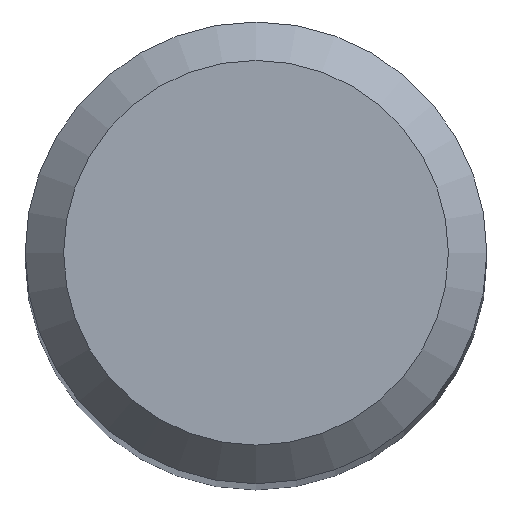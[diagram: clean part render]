
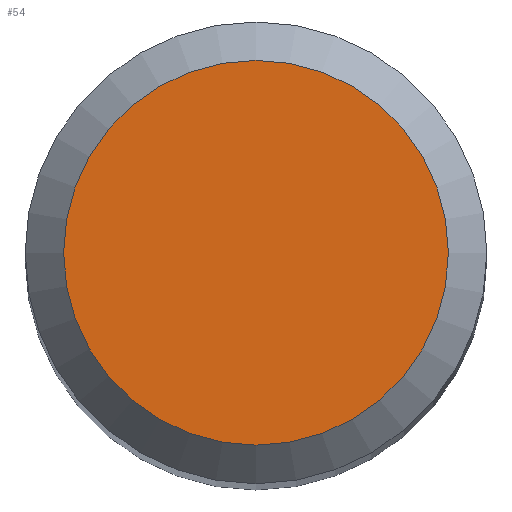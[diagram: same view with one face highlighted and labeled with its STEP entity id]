
A CAD part, top view. The second image highlights one B-rep face of the part: STEP entity #54.
In plain terms, the highlighted planar face has unit normal (0, 0, 1).
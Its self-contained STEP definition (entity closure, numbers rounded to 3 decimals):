
#45=PLANE('',#186);
#49=FACE_OUTER_BOUND('',#80,.T.);
#54=ADVANCED_FACE('',(#49),#45,.T.);
#80=EDGE_LOOP('',(#96));
#96=ORIENTED_EDGE('',*,*,#120,.T.);
#112=VERTEX_POINT('',#271);
#120=EDGE_CURVE('',#112,#112,#128,.T.);
#128=CIRCLE('',#185,2.5);
#185=AXIS2_PLACEMENT_3D('',#270,#214,#215);
#186=AXIS2_PLACEMENT_3D('',#272,#216,#217);
#214=DIRECTION('',(0.,0.,1.));
#215=DIRECTION('',(1.,0.,0.));
#216=DIRECTION('',(0.,0.,1.));
#217=DIRECTION('',(1.,0.,0.));
#270=CARTESIAN_POINT('',(0.,0.,0.));
#271=CARTESIAN_POINT('',(2.5,0.,0.));
#272=CARTESIAN_POINT('',(0.,0.,0.));
